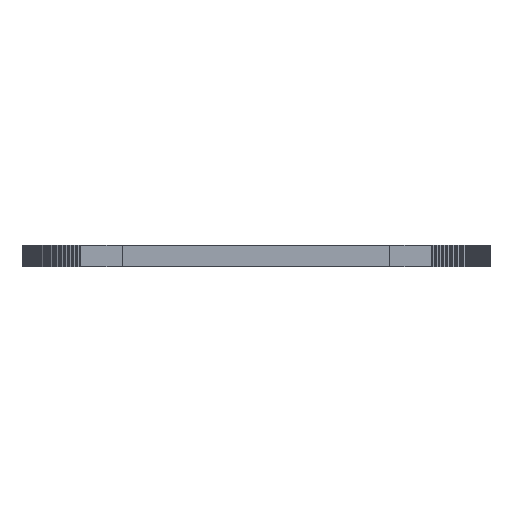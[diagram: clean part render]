
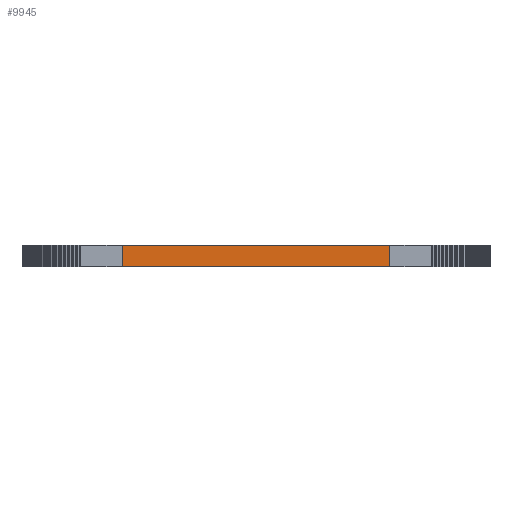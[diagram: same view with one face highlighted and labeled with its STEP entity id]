
A CAD part, left-side view. The second image highlights one B-rep face of the part: STEP entity #9945.
In plain terms, the highlighted planar face has unit normal (-1, 0, 0).
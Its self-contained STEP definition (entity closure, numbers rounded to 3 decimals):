
#104 = CARTESIAN_POINT ( 'NONE',  ( 0.565, 29.032, 0. ) ) ;
#110 = CARTESIAN_POINT ( 'NONE',  ( 0.565, 8.712, 1.6 ) ) ;
#198 = ORIENTED_EDGE ( 'NONE', *, *, #7862, .T. ) ;
#243 = EDGE_CURVE ( 'NONE', #10400, #10661, #10251, .T. ) ;
#778 = DIRECTION ( 'NONE',  ( 1., 0., 0. ) ) ;
#827 = FACE_OUTER_BOUND ( 'NONE', #3440, .T. ) ;
#955 = DIRECTION ( 'NONE',  ( 0., 0., -1. ) ) ;
#1635 = CARTESIAN_POINT ( 'NONE',  ( 0.565, 8.712, 0. ) ) ;
#1713 = DIRECTION ( 'NONE',  ( 0., -1., 0. ) ) ;
#1790 = LINE ( 'NONE', #110, #7312 ) ;
#1965 = CARTESIAN_POINT ( 'NONE',  ( 0.565, 8.712, 1.6 ) ) ;
#2603 = DIRECTION ( 'NONE',  ( 0., -1., 0. ) ) ;
#2716 = AXIS2_PLACEMENT_3D ( 'NONE', #5958, #778, #6828 ) ;
#3440 = EDGE_LOOP ( 'NONE', ( #198, #6382, #10840, #10979 ) ) ;
#3982 = VECTOR ( 'NONE', #1713, 1000. ) ;
#4263 = LINE ( 'NONE', #1635, #3982 ) ;
#4346 = CARTESIAN_POINT ( 'NONE',  ( 0.565, 8.712, 1.6 ) ) ;
#5533 = CARTESIAN_POINT ( 'NONE',  ( 0.565, 29.032, 1.6 ) ) ;
#5618 = VECTOR ( 'NONE', #11109, 1000. ) ;
#5958 = CARTESIAN_POINT ( 'NONE',  ( 0.565, 8.712, 1.6 ) ) ;
#6104 = VECTOR ( 'NONE', #2603, 1000. ) ;
#6341 = EDGE_CURVE ( 'NONE', #8575, #8517, #1790, .T. ) ;
#6382 = ORIENTED_EDGE ( 'NONE', *, *, #6341, .F. ) ;
#6828 = DIRECTION ( 'NONE',  ( 0., 0., -1. ) ) ;
#7312 = VECTOR ( 'NONE', #955, 1000. ) ;
#7628 = PLANE ( 'NONE',  #2716 ) ;
#7862 = EDGE_CURVE ( 'NONE', #10661, #8517, #4263, .T. ) ;
#7928 = CARTESIAN_POINT ( 'NONE',  ( 0.565, 29.032, 1.6 ) ) ;
#8517 = VERTEX_POINT ( 'NONE', #9738 ) ;
#8575 = VERTEX_POINT ( 'NONE', #1965 ) ;
#9738 = CARTESIAN_POINT ( 'NONE',  ( 0.565, 8.712, 0. ) ) ;
#9945 = ADVANCED_FACE ( 'NONE', ( #827 ), #7628, .F. ) ;
#10064 = EDGE_CURVE ( 'NONE', #10400, #8575, #10991, .T. ) ;
#10251 = LINE ( 'NONE', #7928, #5618 ) ;
#10400 = VERTEX_POINT ( 'NONE', #5533 ) ;
#10661 = VERTEX_POINT ( 'NONE', #104 ) ;
#10840 = ORIENTED_EDGE ( 'NONE', *, *, #10064, .F. ) ;
#10979 = ORIENTED_EDGE ( 'NONE', *, *, #243, .T. ) ;
#10991 = LINE ( 'NONE', #4346, #6104 ) ;
#11109 = DIRECTION ( 'NONE',  ( 0., 0., -1. ) ) ;
